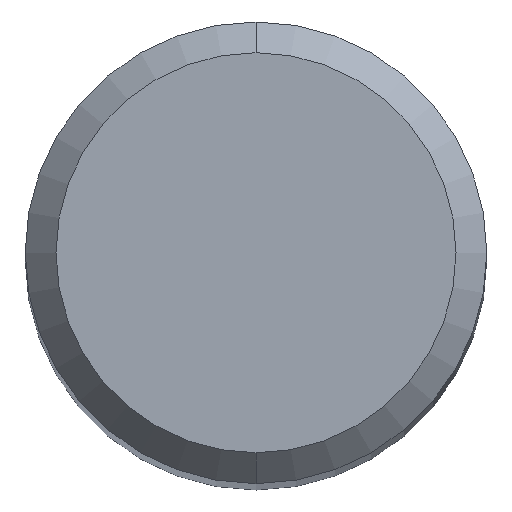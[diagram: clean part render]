
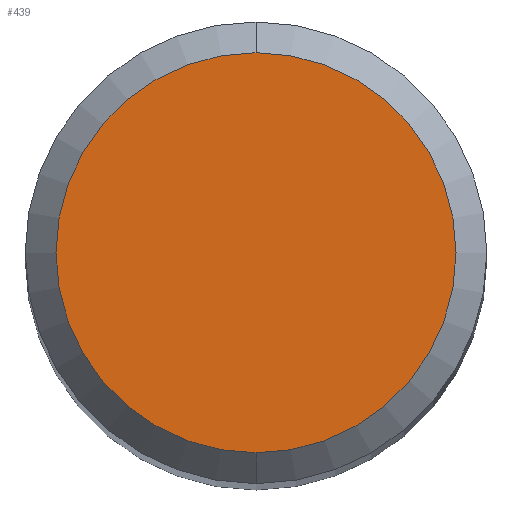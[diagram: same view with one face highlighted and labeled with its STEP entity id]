
A CAD part, top view. The second image highlights one B-rep face of the part: STEP entity #439.
In plain terms, the highlighted planar face has unit normal (0, 0, 1).
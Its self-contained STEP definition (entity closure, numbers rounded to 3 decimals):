
#233=EDGE_CURVE('',#263,#399,#548,.T.);
#247=EDGE_CURVE('',#399,#263,#562,.T.);
#263=VERTEX_POINT('',#581);
#399=VERTEX_POINT('',#729);
#439=ADVANCED_FACE('',(#772),#773,.T.);
#548=CIRCLE('',#894,2.6);
#562=CIRCLE('',#942,2.6);
#581=CARTESIAN_POINT('',(0.,-2.6,0.0));
#729=CARTESIAN_POINT('',(0.0,2.6,0.0));
#772=FACE_OUTER_BOUND('',#1354,.T.);
#773=PLANE('',#1355);
#894=AXIS2_PLACEMENT_3D('',#1515,#1516,#1517);
#942=AXIS2_PLACEMENT_3D('',#1526,#1527,#1528);
#1354=EDGE_LOOP('',(#1756,#1757));
#1355=AXIS2_PLACEMENT_3D('',#1758,#1759,#1760);
#1515=CARTESIAN_POINT('',(0.0,0.0,0.0));
#1516=DIRECTION('',(0.0,0.0,-1.0));
#1517=DIRECTION('',(0.0,1.0,0.0));
#1526=CARTESIAN_POINT('',(0.0,0.0,0.0));
#1527=DIRECTION('',(0.0,0.0,-1.0));
#1528=DIRECTION('',(0.0,1.0,0.0));
#1756=ORIENTED_EDGE('',*,*,#247,.F.);
#1757=ORIENTED_EDGE('',*,*,#233,.F.);
#1758=CARTESIAN_POINT('',(0.0,1.3,0.0));
#1759=DIRECTION('',(-0.0,0.0,1.0));
#1760=DIRECTION('',(0.0,-1.0,0.0));
